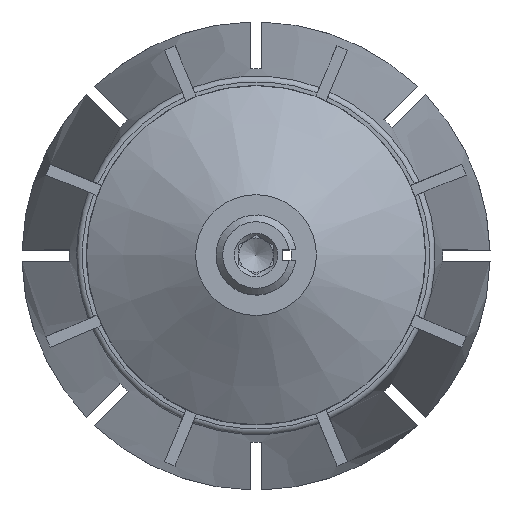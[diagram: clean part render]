
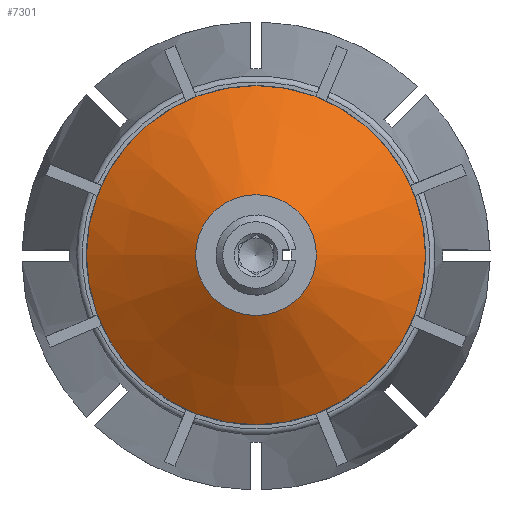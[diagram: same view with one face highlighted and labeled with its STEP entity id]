
A CAD part, top view. The second image highlights one B-rep face of the part: STEP entity #7301.
In plain terms, the highlighted conical face has half-angle 60 degrees and reference radius 5.274 mm.
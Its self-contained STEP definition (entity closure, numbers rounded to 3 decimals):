
#83=CONICAL_SURFACE('',#7663,5.274,1.047);
#1408=ORIENTED_EDGE('',*,*,#2960,.F.);
#1409=ORIENTED_EDGE('',*,*,#3059,.T.);
#2960=EDGE_CURVE('',#3799,#3799,#4326,.T.);
#3059=EDGE_CURVE('',#3897,#3897,#4377,.T.);
#3799=VERTEX_POINT('',#9891);
#3897=VERTEX_POINT('',#10107);
#4326=CIRCLE('',#7594,5.274);
#4377=CIRCLE('',#7664,14.8);
#4679=EDGE_LOOP('',(#1408));
#4680=EDGE_LOOP('',(#1409));
#4985=FACE_BOUND('',#4679,.T.);
#4986=FACE_BOUND('',#4680,.T.);
#7301=ADVANCED_FACE('',(#4985,#4986),#83,.T.);
#7594=AXIS2_PLACEMENT_3D('',#9890,#8287,#8288);
#7663=AXIS2_PLACEMENT_3D('',#10105,#8473,#8474);
#7664=AXIS2_PLACEMENT_3D('',#10106,#8475,#8476);
#8287=DIRECTION('',(0.,0.,1.));
#8288=DIRECTION('',(1.,0.,0.));
#8473=DIRECTION('',(0.,0.,-1.));
#8474=DIRECTION('',(-1.,0.,0.));
#8475=DIRECTION('',(0.,0.,1.));
#8476=DIRECTION('',(1.,0.,0.));
#9890=CARTESIAN_POINT('',(0.,0.,57.7));
#9891=CARTESIAN_POINT('',(5.274,0.,57.7));
#10105=CARTESIAN_POINT('',(0.,0.,57.7));
#10106=CARTESIAN_POINT('',(0.,0.,52.2));
#10107=CARTESIAN_POINT('',(14.8,0.,52.2));
